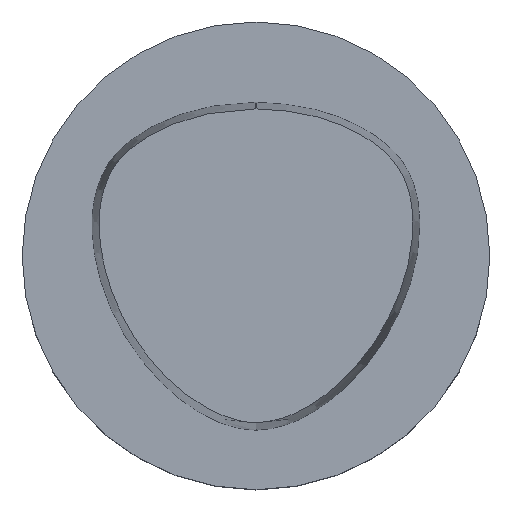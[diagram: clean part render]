
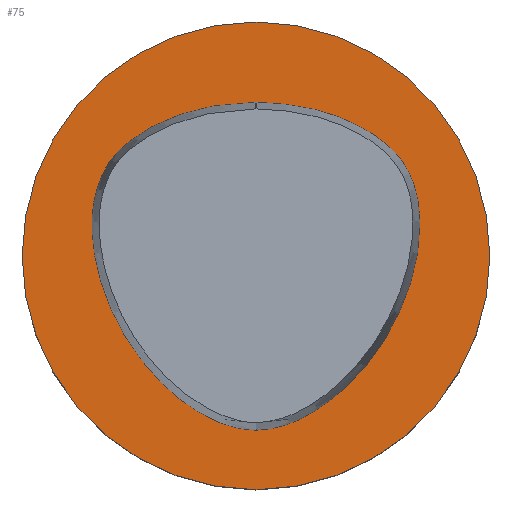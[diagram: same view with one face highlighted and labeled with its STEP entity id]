
A CAD part, top view. The second image highlights one B-rep face of the part: STEP entity #75.
In plain terms, the highlighted planar face has unit normal (0, 0, 1).
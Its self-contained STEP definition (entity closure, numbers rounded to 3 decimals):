
#75=ADVANCED_FACE('',(#95,#96),#97,.T.);
#95=FACE_OUTER_BOUND('',#147,.T.);
#96=FACE_BOUND('',#148,.T.);
#97=PLANE('',#149);
#147=EDGE_LOOP('',(#337));
#148=EDGE_LOOP('',(#338,#339,#340));
#149=AXIS2_PLACEMENT_3D('',#341,#342,#343);
#337=ORIENTED_EDGE('',*,*,#432,.F.);
#338=ORIENTED_EDGE('',*,*,#433,.F.);
#339=ORIENTED_EDGE('',*,*,#434,.F.);
#340=ORIENTED_EDGE('',*,*,#435,.F.);
#341=CARTESIAN_POINT('',(0.,15.746,0.));
#342=DIRECTION('',(0.0,0.0,1.0));
#343=DIRECTION('',(1.0,-0.0,0.0));
#432=EDGE_CURVE('',#454,#454,#455,.T.);
#433=EDGE_CURVE('',#456,#457,#458,.T.);
#434=EDGE_CURVE('',#459,#456,#460,.T.);
#435=EDGE_CURVE('',#457,#459,#461,.T.);
#454=VERTEX_POINT('',#495);
#455=CIRCLE('',#496,31.493);
#456=VERTEX_POINT('',#497);
#457=VERTEX_POINT('',#498);
#458=B_SPLINE_CURVE_WITH_KNOTS('',3,(#499,#500,#501,#502,#503,#504,#505,#506,#507,#508,#509,#510,#511,#512,#513,#514,#515,#516,#517,#518,#519,#520,#521,#522,#523,#524,#525,#526,#527,#528,#529,#530),.UNSPECIFIED.,.F.,.F.,(4,2,2,2,2,2,2,2,2,2,2,2,2,2,2,4),(6.615,6.904,7.192,7.48,7.769,8.327,8.886,10.063,10.522,10.981,11.21,11.44,11.898,12.428,12.829,13.23),.UNSPECIFIED.);
#459=VERTEX_POINT('',#531);
#460=B_SPLINE_CURVE_WITH_KNOTS('',3,(#532,#533,#534,#535,#536,#537,#538,#539,#540,#541,#542,#543,#544,#545,#546,#547,#548,#549,#550,#551,#552,#553,#554,#555,#556,#557,#558,#559,#560,#561),.UNSPECIFIED.,.F.,.F.,(4,2,2,2,2,2,2,2,2,2,2,2,2,2,4),(0.0,0.577,1.154,1.433,1.712,1.992,2.271,2.859,3.154,3.448,4.366,5.283,5.813,6.214,6.615),.UNSPECIFIED.);
#461=CIRCLE('',#562,0.95);
#495=CARTESIAN_POINT('',(0.,-31.493,0.0));
#496=AXIS2_PLACEMENT_3D('',#629,#630,#631);
#497=CARTESIAN_POINT('',(0.044,-23.469,0.0));
#498=CARTESIAN_POINT('',(0.045,20.677,0.0));
#499=CARTESIAN_POINT('',(0.044,-23.469,0.0));
#500=CARTESIAN_POINT('',(1.1,-23.464,0.));
#501=CARTESIAN_POINT('',(2.144,-23.297,0.0));
#502=CARTESIAN_POINT('',(4.142,-22.759,0.0));
#503=CARTESIAN_POINT('',(5.098,-22.39,0.));
#504=CARTESIAN_POINT('',(6.935,-21.508,0.));
#505=CARTESIAN_POINT('',(7.804,-21.,0.));
#506=CARTESIAN_POINT('',(9.469,-19.889,0.));
#507=CARTESIAN_POINT('',(10.267,-19.285,0.));
#508=CARTESIAN_POINT('',(12.503,-17.396,0.));
#509=CARTESIAN_POINT('',(13.842,-16.005,0.0));
#510=CARTESIAN_POINT('',(16.251,-13.01,0.));
#511=CARTESIAN_POINT('',(17.321,-11.408,0.));
#512=CARTESIAN_POINT('',(20.195,-6.179,0.));
#513=CARTESIAN_POINT('',(21.526,-2.27,0.));
#514=CARTESIAN_POINT('',(22.108,3.365,0.));
#515=CARTESIAN_POINT('',(22.144,4.957,0.));
#516=CARTESIAN_POINT('',(21.744,8.215,0.));
#517=CARTESIAN_POINT('',(21.281,9.878,0.0));
#518=CARTESIAN_POINT('',(20.179,12.032,0.0));
#519=CARTESIAN_POINT('',(19.702,12.759,0.));
#520=CARTESIAN_POINT('',(18.626,14.044,0.));
#521=CARTESIAN_POINT('',(18.039,14.612,0.0));
#522=CARTESIAN_POINT('',(16.128,16.197,0.));
#523=CARTESIAN_POINT('',(14.762,17.03,0.0));
#524=CARTESIAN_POINT('',(11.686,18.546,0.0));
#525=CARTESIAN_POINT('',(9.963,19.18,0.0));
#526=CARTESIAN_POINT('',(6.847,20.003,0.0));
#527=CARTESIAN_POINT('',(5.472,20.25,0.0));
#528=CARTESIAN_POINT('',(2.739,20.547,0.0));
#529=CARTESIAN_POINT('',(1.382,20.612,0.0));
#530=CARTESIAN_POINT('',(0.045,20.677,0.0));
#531=CARTESIAN_POINT('',(-0.045,20.677,0.0));
#532=CARTESIAN_POINT('',(-0.045,20.677,0.0));
#533=CARTESIAN_POINT('',(-1.968,20.588,0.0));
#534=CARTESIAN_POINT('',(-3.953,20.485,0.));
#535=CARTESIAN_POINT('',(-7.863,19.797,0.));
#536=CARTESIAN_POINT('',(-9.794,19.25,0.));
#537=CARTESIAN_POINT('',(-12.535,18.133,0.0));
#538=CARTESIAN_POINT('',(-13.411,17.719,0.0));
#539=CARTESIAN_POINT('',(-15.123,16.78,0.));
#540=CARTESIAN_POINT('',(-15.962,16.259,0.0));
#541=CARTESIAN_POINT('',(-17.56,15.067,0.0));
#542=CARTESIAN_POINT('',(-18.314,14.396,0.));
#543=CARTESIAN_POINT('',(-19.639,12.867,0.));
#544=CARTESIAN_POINT('',(-20.198,12.,0.0));
#545=CARTESIAN_POINT('',(-21.562,9.159,0.0));
#546=CARTESIAN_POINT('',(-21.995,7.022,0.0));
#547=CARTESIAN_POINT('',(-22.113,3.903,0.0));
#548=CARTESIAN_POINT('',(-22.067,2.879,0.0));
#549=CARTESIAN_POINT('',(-21.855,0.853,0.0));
#550=CARTESIAN_POINT('',(-21.693,-0.149,0.));
#551=CARTESIAN_POINT('',(-20.816,-4.237,0.));
#552=CARTESIAN_POINT('',(-19.66,-7.209,0.));
#553=CARTESIAN_POINT('',(-16.575,-12.714,0.0));
#554=CARTESIAN_POINT('',(-14.647,-15.248,0.));
#555=CARTESIAN_POINT('',(-11.05,-18.702,0.));
#556=CARTESIAN_POINT('',(-9.618,-19.857,0.0));
#557=CARTESIAN_POINT('',(-6.855,-21.571,0.));
#558=CARTESIAN_POINT('',(-5.58,-22.214,0.0));
#559=CARTESIAN_POINT('',(-2.867,-23.17,0.0));
#560=CARTESIAN_POINT('',(-1.426,-23.477,0.0));
#561=CARTESIAN_POINT('',(0.044,-23.469,0.0));
#562=AXIS2_PLACEMENT_3D('',#632,#633,#634);
#629=CARTESIAN_POINT('',(0.0,0.0,0.0));
#630=DIRECTION('',(0.0,0.0,-1.0));
#631=DIRECTION('',(0.0,1.0,0.0));
#632=CARTESIAN_POINT('',(-0.001,19.728,0.0));
#633=DIRECTION('',(0.0,0.0,1.0));
#634=DIRECTION('',(-0.046,0.999,0.0));
